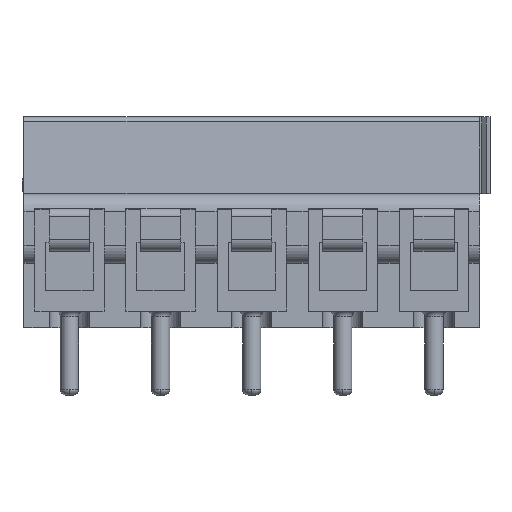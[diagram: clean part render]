
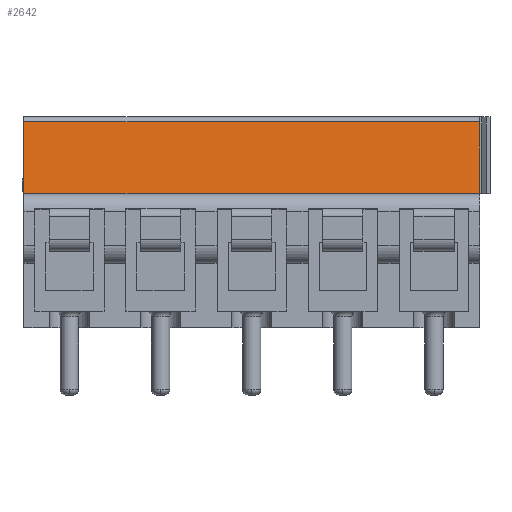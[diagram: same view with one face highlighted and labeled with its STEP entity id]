
A CAD part, top view. The second image highlights one B-rep face of the part: STEP entity #2642.
In plain terms, the highlighted planar face has unit normal (0, 0.122, 0.993).
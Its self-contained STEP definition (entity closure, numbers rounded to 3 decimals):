
#327 = CARTESIAN_POINT ( 'NONE',  ( 25., 12.395, -1.369 ) ) ;
#775 = VECTOR ( 'NONE', #8868, 1000. ) ;
#844 = VECTOR ( 'NONE', #8151, 1000. ) ;
#1271 = ORIENTED_EDGE ( 'NONE', *, *, #11401, .F. ) ;
#1565 = LINE ( 'NONE', #6017, #10653 ) ;
#1984 = ORIENTED_EDGE ( 'NONE', *, *, #11552, .T. ) ;
#2642 = ADVANCED_FACE ( 'NONE', ( #5957 ), #10101, .F. ) ;
#3301 = AXIS2_PLACEMENT_3D ( 'NONE', #12961, #10196, #11203 ) ;
#3849 = DIRECTION ( 'NONE',  ( 1., 0., 0. ) ) ;
#4373 = LINE ( 'NONE', #11267, #9178 ) ;
#5004 = VERTEX_POINT ( 'NONE', #12397 ) ;
#5264 = EDGE_CURVE ( 'NONE', #9540, #6270, #4373, .T. ) ;
#5452 = LINE ( 'NONE', #7185, #775 ) ;
#5834 = CARTESIAN_POINT ( 'NONE',  ( 0., 7.35, -0.75 ) ) ;
#5957 = FACE_OUTER_BOUND ( 'NONE', #11459, .T. ) ;
#6017 = CARTESIAN_POINT ( 'NONE',  ( 0., 7.35, -0.75 ) ) ;
#6270 = VERTEX_POINT ( 'NONE', #6531 ) ;
#6531 = CARTESIAN_POINT ( 'NONE',  ( 0., 11.287, -1.233 ) ) ;
#7185 = CARTESIAN_POINT ( 'NONE',  ( 0., 11.287, -1.233 ) ) ;
#8151 = DIRECTION ( 'NONE',  ( 0., -0.993, 0.122 ) ) ;
#8279 = DIRECTION ( 'NONE',  ( 0., 0.993, -0.122 ) ) ;
#8868 = DIRECTION ( 'NONE',  ( -1., 0., 0. ) ) ;
#9178 = VECTOR ( 'NONE', #8279, 1000. ) ;
#9540 = VERTEX_POINT ( 'NONE', #5834 ) ;
#9775 = ORIENTED_EDGE ( 'NONE', *, *, #5264, .F. ) ;
#9798 = ORIENTED_EDGE ( 'NONE', *, *, #11894, .T. ) ;
#10101 = PLANE ( 'NONE',  #3301 ) ;
#10196 = DIRECTION ( 'NONE',  ( 0., -0.122, -0.993 ) ) ;
#10603 = LINE ( 'NONE', #327, #844 ) ;
#10653 = VECTOR ( 'NONE', #3849, 1000. ) ;
#10975 = CARTESIAN_POINT ( 'NONE',  ( 25., 7.35, -0.75 ) ) ;
#11203 = DIRECTION ( 'NONE',  ( 0., 0.993, -0.122 ) ) ;
#11267 = CARTESIAN_POINT ( 'NONE',  ( 0., 11.55, -1.266 ) ) ;
#11401 = EDGE_CURVE ( 'NONE', #5004, #12231, #10603, .T. ) ;
#11459 = EDGE_LOOP ( 'NONE', ( #1271, #9798, #9775, #1984 ) ) ;
#11552 = EDGE_CURVE ( 'NONE', #9540, #12231, #1565, .T. ) ;
#11894 = EDGE_CURVE ( 'NONE', #5004, #6270, #5452, .T. ) ;
#12231 = VERTEX_POINT ( 'NONE', #10975 ) ;
#12397 = CARTESIAN_POINT ( 'NONE',  ( 25., 11.287, -1.233 ) ) ;
#12961 = CARTESIAN_POINT ( 'NONE',  ( 0., 11.55, -1.266 ) ) ;
